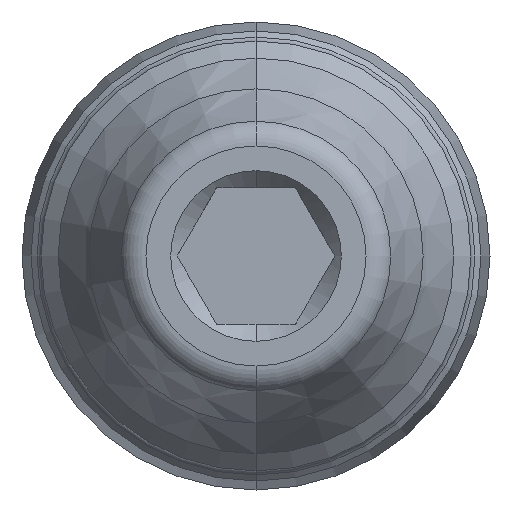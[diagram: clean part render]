
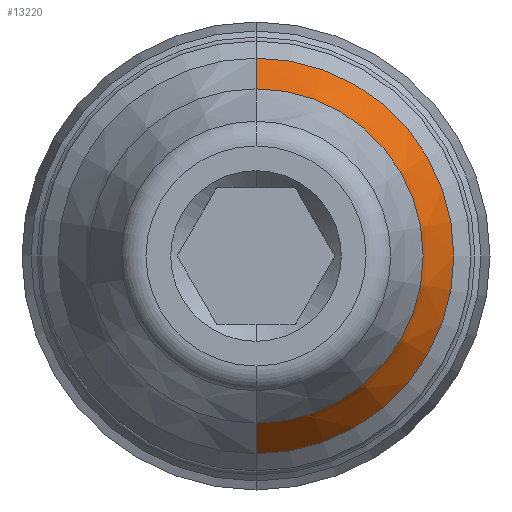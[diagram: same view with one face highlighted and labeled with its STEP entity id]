
A CAD part, front view. The second image highlights one B-rep face of the part: STEP entity #13220.
In plain terms, the highlighted conical face has half-angle 30 degrees and reference radius 4.761 mm.
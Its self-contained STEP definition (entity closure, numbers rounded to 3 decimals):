
#52 = CARTESIAN_POINT ( 'NONE',  ( 2.476, -9.363, 18.038 ) ) ;
#223 = EDGE_LOOP ( 'NONE', ( #1218, #5976, #13144, #9584 ) ) ;
#824 = VERTEX_POINT ( 'NONE', #12380 ) ;
#1218 = ORIENTED_EDGE ( 'NONE', *, *, #7064, .T. ) ;
#1654 = CONICAL_SURFACE ( 'NONE', #6089, 4.761, 0.524 ) ;
#1757 = CARTESIAN_POINT ( 'NONE',  ( 2.476, -6.8, 7.918 ) ) ;
#2628 = DIRECTION ( 'NONE',  ( 0., 0., -1. ) ) ;
#3208 = DIRECTION ( 'NONE',  ( 0., 1., 0. ) ) ;
#4789 = DIRECTION ( 'NONE',  ( 0., -1., 0. ) ) ;
#4968 = EDGE_CURVE ( 'NONE', #13352, #11317, #6576, .T. ) ;
#5312 = AXIS2_PLACEMENT_3D ( 'NONE', #8692, #3208, #6621 ) ;
#5746 = AXIS2_PLACEMENT_3D ( 'NONE', #9331, #4789, #2628 ) ;
#5976 = ORIENTED_EDGE ( 'NONE', *, *, #9560, .T. ) ;
#6089 = AXIS2_PLACEMENT_3D ( 'NONE', #8739, #8786, #9944 ) ;
#6576 = LINE ( 'NONE', #12425, #8316 ) ;
#6621 = DIRECTION ( 'NONE',  ( 0., 0., 1. ) ) ;
#7064 = EDGE_CURVE ( 'NONE', #13352, #824, #12962, .T. ) ;
#7369 = CARTESIAN_POINT ( 'NONE',  ( 2.476, -8.6, 8.957 ) ) ;
#7613 = CIRCLE ( 'NONE', #5746, 5.8 ) ;
#8316 = VECTOR ( 'NONE', #10094, 1000. ) ;
#8692 = CARTESIAN_POINT ( 'NONE',  ( 2.476, -9.363, 13.718 ) ) ;
#8739 = CARTESIAN_POINT ( 'NONE',  ( 2.476, -8.6, 13.718 ) ) ;
#8786 = DIRECTION ( 'NONE',  ( 0., 1., 0. ) ) ;
#8995 = FACE_OUTER_BOUND ( 'NONE', #223, .T. ) ;
#9331 = CARTESIAN_POINT ( 'NONE',  ( 2.476, -6.8, 13.718 ) ) ;
#9560 = EDGE_CURVE ( 'NONE', #824, #11410, #12842, .T. ) ;
#9584 = ORIENTED_EDGE ( 'NONE', *, *, #4968, .F. ) ;
#9893 = EDGE_CURVE ( 'NONE', #11410, #11317, #7613, .T. ) ;
#9944 = DIRECTION ( 'NONE',  ( 0., 0., 1. ) ) ;
#10094 = DIRECTION ( 'NONE',  ( 0., 0.866, 0.5 ) ) ;
#10435 = CARTESIAN_POINT ( 'NONE',  ( 2.476, -6.8, 19.518 ) ) ;
#10767 = VECTOR ( 'NONE', #14270, 1000. ) ;
#11317 = VERTEX_POINT ( 'NONE', #10435 ) ;
#11410 = VERTEX_POINT ( 'NONE', #1757 ) ;
#12380 = CARTESIAN_POINT ( 'NONE',  ( 2.476, -9.363, 9.397 ) ) ;
#12425 = CARTESIAN_POINT ( 'NONE',  ( 2.476, -8.6, 18.479 ) ) ;
#12842 = LINE ( 'NONE', #7369, #10767 ) ;
#12962 = CIRCLE ( 'NONE', #5312, 4.321 ) ;
#13144 = ORIENTED_EDGE ( 'NONE', *, *, #9893, .T. ) ;
#13220 = ADVANCED_FACE ( 'NONE', ( #8995 ), #1654, .T. ) ;
#13352 = VERTEX_POINT ( 'NONE', #52 ) ;
#14270 = DIRECTION ( 'NONE',  ( 0., 0.866, -0.5 ) ) ;
